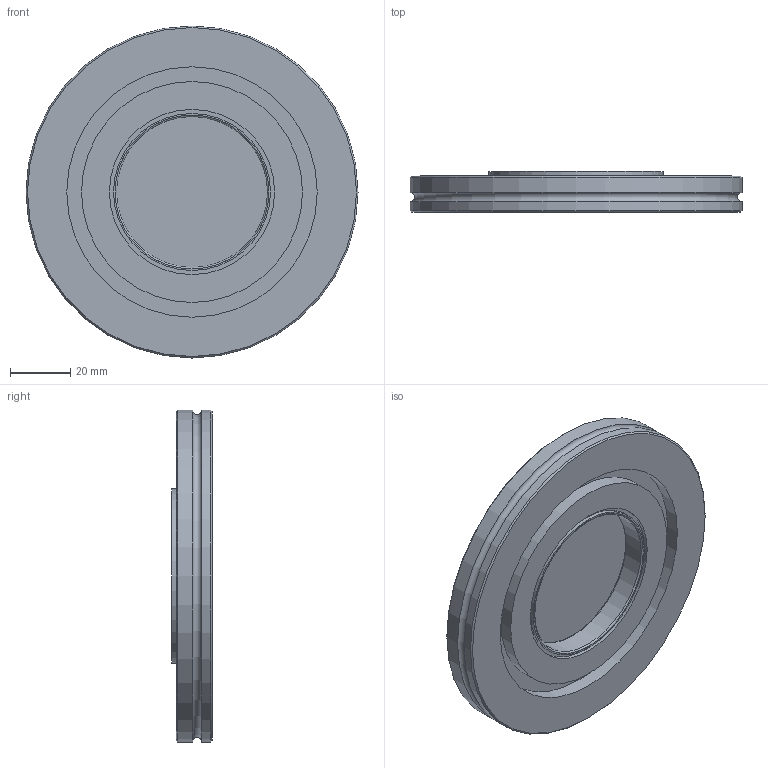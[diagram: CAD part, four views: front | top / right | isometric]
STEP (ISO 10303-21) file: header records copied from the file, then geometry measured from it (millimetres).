
FILE_DESCRIPTION(/* description */ (''),/* implementation_level */ '2;1');
FILE_NAME(/* name */ 'VP-80LF.stp',/* time_stamp */ '2018-04-16T14:46:27+01:00',/* author */ ('paul'),/* organization */ (''),/* preprocessor_version */ 'ST-DEVELOPER v17',/* originating_system */ 'Autodesk Inventor 2018',/* authorisation */ '');
FILE_SCHEMA (('AUTOMOTIVE_DESIGN { 1 0 10303 214 3 1 1 }'));
Length unit declared in the file: millimetre
Products named in the file (5): VP-80LF; weldable; spinning; glass; flange
Assembly tree (4 placements, depth 3):
  VP-80LF
    weldable
      spinning
      glass
    flange
Bounding box: 110 x 13.5 x 110 mm (x, y, z)
Volume: 85444.6 mm3; surface area: 36631.1 mm2
Topology: 3 solids, 3 shells, 49 faces, 140 edges, 107 vertices
Faces by surface type: cylinder 18, plane 16, torus 10, cone 5
Full cylindrical faces by diameter (mm): 50 x1, 51 x2, 52 x1, 54.4 x2, 54.7 x1, 55.4 x1, 57 x2, 58 x1, 58.918 x1, 73.2 x1, 83 x1, 93 x1, 105 x1, 110 x2
Entity records: 1921 total; most frequent: DIRECTION 373, CARTESIAN_POINT 305, ORIENTED_EDGE 280, AXIS2_PLACEMENT_3D 175, EDGE_CURVE 140, CIRCLE 117, VERTEX_POINT 107, EDGE_LOOP 63
